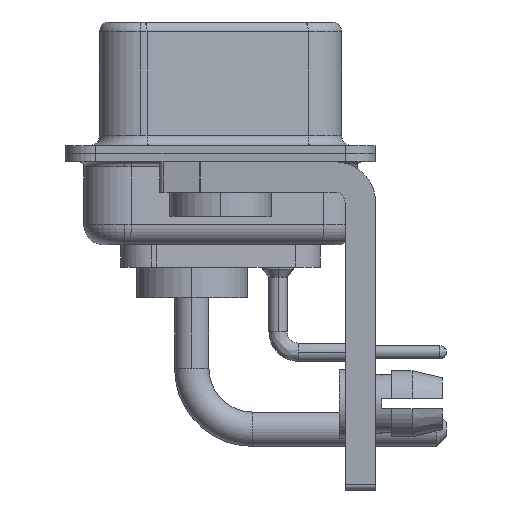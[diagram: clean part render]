
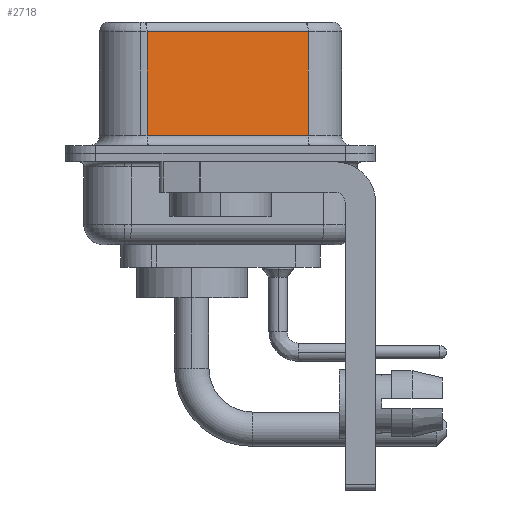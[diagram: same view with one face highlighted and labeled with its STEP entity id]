
A CAD part, left-side view. The second image highlights one B-rep face of the part: STEP entity #2718.
In plain terms, the highlighted planar face has unit normal (-0.985, -0.174, 0).
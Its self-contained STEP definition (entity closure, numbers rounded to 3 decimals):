
#14 = CARTESIAN_POINT ( 'NONE',  ( 3.73, 3.628, 6.52 ) ) ;
#376 = DIRECTION ( 'NONE',  ( 0.985, 0.174, 0. ) ) ;
#605 = EDGE_CURVE ( 'NONE', #18577, #5036, #2162, .T. ) ;
#790 = CARTESIAN_POINT ( 'NONE',  ( 3.73, 3.628, 0.9 ) ) ;
#1734 = CARTESIAN_POINT ( 'NONE',  ( 5.132, -4.322, 6.52 ) ) ;
#2162 = LINE ( 'NONE', #12345, #4392 ) ;
#2718 = ADVANCED_FACE ( 'NONE', ( #10309 ), #18479, .F. ) ;
#3510 = ORIENTED_EDGE ( 'NONE', *, *, #605, .T. ) ;
#3785 = LINE ( 'NONE', #14, #3822 ) ;
#3822 = VECTOR ( 'NONE', #8195, 1000. ) ;
#4392 = VECTOR ( 'NONE', #18770, 1000. ) ;
#5036 = VERTEX_POINT ( 'NONE', #7482 ) ;
#6058 = EDGE_CURVE ( 'NONE', #18736, #18577, #3785, .T. ) ;
#6733 = ORIENTED_EDGE ( 'NONE', *, *, #8895, .T. ) ;
#6822 = LINE ( 'NONE', #10346, #20314 ) ;
#7482 = CARTESIAN_POINT ( 'NONE',  ( 5.132, -4.322, 0.9 ) ) ;
#7660 = EDGE_LOOP ( 'NONE', ( #7820, #6733, #16363, #3510 ) ) ;
#7820 = ORIENTED_EDGE ( 'NONE', *, *, #14532, .F. ) ;
#8195 = DIRECTION ( 'NONE',  ( 0., 0., -1. ) ) ;
#8895 = EDGE_CURVE ( 'NONE', #10967, #18736, #6822, .T. ) ;
#10309 = FACE_OUTER_BOUND ( 'NONE', #7660, .T. ) ;
#10346 = CARTESIAN_POINT ( 'NONE',  ( 5.132, -4.322, 6.02 ) ) ;
#10967 = VERTEX_POINT ( 'NONE', #21209 ) ;
#12345 = CARTESIAN_POINT ( 'NONE',  ( 5.132, -4.322, 0.9 ) ) ;
#13481 = VECTOR ( 'NONE', #21707, 1000. ) ;
#13533 = LINE ( 'NONE', #1734, #13481 ) ;
#14532 = EDGE_CURVE ( 'NONE', #10967, #5036, #13533, .T. ) ;
#16363 = ORIENTED_EDGE ( 'NONE', *, *, #6058, .T. ) ;
#16459 = CARTESIAN_POINT ( 'NONE',  ( 5.132, -4.322, 6.52 ) ) ;
#18479 = PLANE ( 'NONE',  #25905 ) ;
#18519 = DIRECTION ( 'NONE',  ( -0.174, 0.985, 0. ) ) ;
#18577 = VERTEX_POINT ( 'NONE', #790 ) ;
#18736 = VERTEX_POINT ( 'NONE', #20056 ) ;
#18770 = DIRECTION ( 'NONE',  ( 0.174, -0.985, 0. ) ) ;
#20056 = CARTESIAN_POINT ( 'NONE',  ( 3.73, 3.628, 6.02 ) ) ;
#20314 = VECTOR ( 'NONE', #18519, 1000. ) ;
#21209 = CARTESIAN_POINT ( 'NONE',  ( 5.132, -4.322, 6.02 ) ) ;
#21707 = DIRECTION ( 'NONE',  ( 0., 0., -1. ) ) ;
#24610 = DIRECTION ( 'NONE',  ( -0.174, 0.985, 0. ) ) ;
#25905 = AXIS2_PLACEMENT_3D ( 'NONE', #16459, #376, #24610 ) ;
